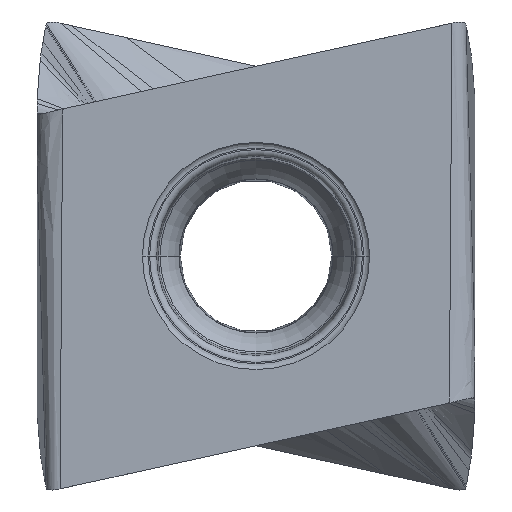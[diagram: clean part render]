
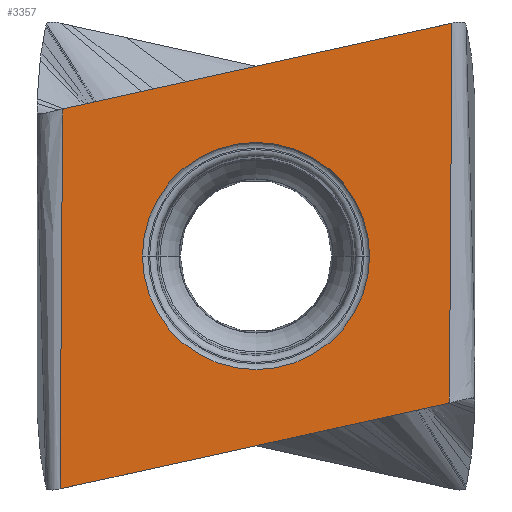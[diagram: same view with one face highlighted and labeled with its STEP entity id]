
A CAD part, front view. The second image highlights one B-rep face of the part: STEP entity #3357.
In plain terms, the highlighted planar face has unit normal (0, -1, 0).
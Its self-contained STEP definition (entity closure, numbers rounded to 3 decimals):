
#401=CARTESIAN_POINT('',(0.,0.,0.));
#402=DIRECTION('',(0.,1.,0.));
#403=DIRECTION('',(-1.,0.,0.));
#404=AXIS2_PLACEMENT_3D('',#401,#402,#403);
#417=CARTESIAN_POINT('',(0.,0.,0.));
#418=DIRECTION('',(0.,1.,0.));
#419=DIRECTION('',(1.,0.,0.));
#420=AXIS2_PLACEMENT_3D('',#417,#418,#419);
#425=DIRECTION('',(-0.977,0.,-0.215));
#426=VECTOR('',#425,9.832);
#427=CARTESIAN_POINT('',(5.742,0.,-4.365));
#428=LINE('',#427,#426);
#432=DIRECTION('',(-0.977,0.,-0.215));
#433=VECTOR('',#432,1.646);
#434=CARTESIAN_POINT('',(-3.859,0.,-6.484));
#435=LINE('',#434,#433);
#439=CARTESIAN_POINT('',(-5.818,0.,
-6.917));
#440=CARTESIAN_POINT('',(-5.782,0.,
-6.909));
#441=CARTESIAN_POINT('',(-5.659,0.,
-6.882));
#442=CARTESIAN_POINT('',(-5.528,0.,-6.852));
#443=CARTESIAN_POINT('',(-5.467,0.,-6.839));
#448=DIRECTION('',(-0.007,0.,-1.));
#449=VECTOR('',#448,11.283);
#450=CARTESIAN_POINT('',(-5.742,0.,4.365));
#451=LINE('',#450,#449);
#490=DIRECTION('',(0.007,0.,1.));
#491=VECTOR('',#490,11.283);
#492=CARTESIAN_POINT('',(5.742,0.,-4.365));
#493=LINE('',#492,#491);
#1062=CARTESIAN_POINT('',(5.467,0.,
6.839));
#1063=CARTESIAN_POINT('',(5.528,0.,
6.852));
#1064=CARTESIAN_POINT('',(5.659,0.,
6.882));
#1065=CARTESIAN_POINT('',(5.782,0.,6.909));
#1066=CARTESIAN_POINT('',(5.818,0.,6.917));
#1087=DIRECTION('',(-0.977,0.,-0.215));
#1088=VECTOR('',#1087,1.646);
#1089=CARTESIAN_POINT('',(5.467,0.,
6.839));
#1090=LINE('',#1089,#1088);
#1110=DIRECTION('',(-0.977,0.,-0.215));
#1111=VECTOR('',#1110,9.832);
#1112=CARTESIAN_POINT('',(3.859,0.,6.484));
#1113=LINE('',#1112,#1111);
#1139=CARTESIAN_POINT('',(-5.742,0.,
4.365));
#2759=CARTESIAN_POINT('',(3.373,0.,0.));
#2760=VERTEX_POINT('',#2759);
#2761=CARTESIAN_POINT('',(-3.373,0.,0.));
#2762=VERTEX_POINT('',#2761);
#2847=VERTEX_POINT('',#1139);
#2848=CARTESIAN_POINT('',(3.859,0.,6.484));
#2849=VERTEX_POINT('',#2848);
#2850=CARTESIAN_POINT('',(5.467,0.,
6.839));
#2851=VERTEX_POINT('',#2850);
#2852=VERTEX_POINT('',#1066);
#2947=CARTESIAN_POINT('',(5.742,0.,
-4.365));
#2948=CARTESIAN_POINT('',(-3.859,0.,-6.484));
#2949=VERTEX_POINT('',#2947);
#2950=VERTEX_POINT('',#2948);
#2951=CARTESIAN_POINT('',(-5.467,0.,-6.839));
#2952=VERTEX_POINT('',#2951);
#2953=VERTEX_POINT('',#439);
#3330=CARTESIAN_POINT('',(7.999,0.,-1.189));
#3331=DIRECTION('',(0.,1.,0.));
#3332=DIRECTION('',(-1.,0.,-0.026));
#3333=AXIS2_PLACEMENT_3D('',#3330,#3331,#3332);
#3334=PLANE('',#3333);
#3336=ORIENTED_EDGE('',*,*,#3335,.F.);
#3338=ORIENTED_EDGE('',*,*,#3337,.T.);
#3340=ORIENTED_EDGE('',*,*,#3339,.T.);
#3342=ORIENTED_EDGE('',*,*,#3341,.F.);
#3344=ORIENTED_EDGE('',*,*,#3343,.F.);
#3346=ORIENTED_EDGE('',*,*,#3345,.F.);
#3348=ORIENTED_EDGE('',*,*,#3347,.F.);
#3350=ORIENTED_EDGE('',*,*,#3349,.T.);
#3351=EDGE_LOOP('',(#3336,#3338,#3340,#3342,#3344,#3346,#3348,#3350));
#3352=FACE_OUTER_BOUND('',#3351,.F.);
#3353=ORIENTED_EDGE('',*,*,#3323,.F.);
#3354=ORIENTED_EDGE('',*,*,#3312,.F.);
#3355=EDGE_LOOP('',(#3353,#3354));
#3356=FACE_BOUND('',#3355,.F.);
#405=CIRCLE('',#404,3.373);
#421=CIRCLE('',#420,3.373);
#444=B_SPLINE_CURVE_WITH_KNOTS('',3,(#439,#440,#441,#442,#443),.UNSPECIFIED.,
.F.,.F.,(4,1,4),(0.,0.5,1.),.UNSPECIFIED.);
#1067=B_SPLINE_CURVE_WITH_KNOTS('',3,(#1062,#1063,#1064,#1065,#1066),
.UNSPECIFIED.,.F.,.F.,(4,1,4),(0.,0.5,1.),.UNSPECIFIED.);
#3312=EDGE_CURVE('',#2762,#2760,#405,.T.);
#3323=EDGE_CURVE('',#2760,#2762,#421,.T.);
#3335=EDGE_CURVE('',#2949,#2852,#493,.T.);
#3337=EDGE_CURVE('',#2949,#2950,#428,.T.);
#3339=EDGE_CURVE('',#2950,#2952,#435,.T.);
#3341=EDGE_CURVE('',#2953,#2952,#444,.T.);
#3343=EDGE_CURVE('',#2847,#2953,#451,.T.);
#3345=EDGE_CURVE('',#2849,#2847,#1113,.T.);
#3347=EDGE_CURVE('',#2851,#2849,#1090,.T.);
#3349=EDGE_CURVE('',#2851,#2852,#1067,.T.);
#3357=ADVANCED_FACE('',(#3352,#3356),#3334,.F.);
